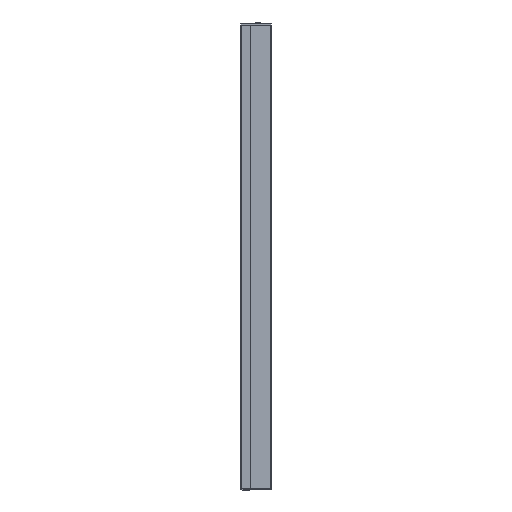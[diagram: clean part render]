
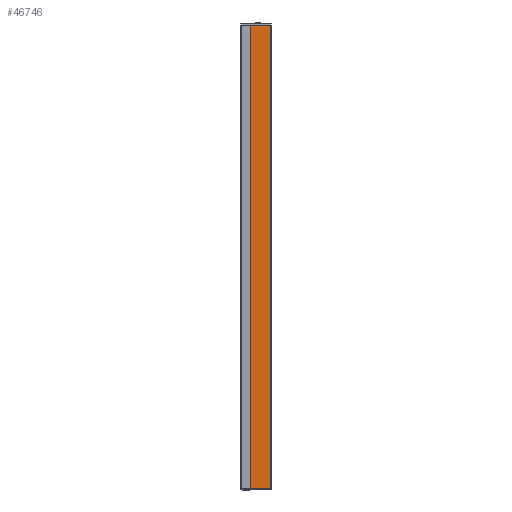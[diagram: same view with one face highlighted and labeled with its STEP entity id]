
A CAD part, left-side view. The second image highlights one B-rep face of the part: STEP entity #46746.
In plain terms, the highlighted face is planar.
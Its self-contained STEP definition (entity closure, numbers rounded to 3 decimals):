
#3243 = VERTEX_POINT ( 'NONE', #17466 ) ;
#9522 = CARTESIAN_POINT ( 'NONE',  ( 6.75, 0.3, 354.5 ) ) ;
#10253 = ORIENTED_EDGE ( 'NONE', *, *, #49627, .T. ) ;
#11126 = VERTEX_POINT ( 'NONE', #12376 ) ;
#12376 = CARTESIAN_POINT ( 'NONE',  ( 6.75, 30.925, 354.5 ) ) ;
#14131 = DIRECTION ( 'NONE',  ( 0., 0., -1. ) ) ;
#14508 = CARTESIAN_POINT ( 'NONE',  ( 6.75, 0., 354.5 ) ) ;
#16204 = VECTOR ( 'NONE', #22060, 1000. ) ;
#16939 = CARTESIAN_POINT ( 'NONE',  ( 6.75, 0.3, 354.5 ) ) ;
#17466 = CARTESIAN_POINT ( 'NONE',  ( 6.75, 30.925, -354.5 ) ) ;
#21260 = CARTESIAN_POINT ( 'NONE',  ( 6.75, 30.925, 354.5 ) ) ;
#21766 = LINE ( 'NONE', #43586, #16204 ) ;
#22060 = DIRECTION ( 'NONE',  ( 0., 1., 0. ) ) ;
#22514 = ORIENTED_EDGE ( 'NONE', *, *, #34216, .T. ) ;
#23174 = EDGE_CURVE ( 'NONE', #40784, #11126, #21766, .T. ) ;
#23560 = AXIS2_PLACEMENT_3D ( 'NONE', #14508, #45229, #50084 ) ;
#24337 = CARTESIAN_POINT ( 'NONE',  ( 6.75, 0., -354.5 ) ) ;
#25292 = LINE ( 'NONE', #21260, #28316 ) ;
#27815 = DIRECTION ( 'NONE',  ( 0., 1., 0. ) ) ;
#27998 = VERTEX_POINT ( 'NONE', #39969 ) ;
#28316 = VECTOR ( 'NONE', #38772, 1000. ) ;
#30011 = VECTOR ( 'NONE', #14131, 1000. ) ;
#32563 = PLANE ( 'NONE',  #23560 ) ;
#33191 = EDGE_LOOP ( 'NONE', ( #47980, #22514, #38696, #10253 ) ) ;
#34216 = EDGE_CURVE ( 'NONE', #40784, #27998, #35964, .T. ) ;
#35964 = LINE ( 'NONE', #9522, #30011 ) ;
#38696 = ORIENTED_EDGE ( 'NONE', *, *, #42151, .T. ) ;
#38772 = DIRECTION ( 'NONE',  ( 0., 0., 1. ) ) ;
#39969 = CARTESIAN_POINT ( 'NONE',  ( 6.75, 0.3, -354.5 ) ) ;
#40630 = FACE_OUTER_BOUND ( 'NONE', #33191, .T. ) ;
#40784 = VERTEX_POINT ( 'NONE', #16939 ) ;
#41837 = LINE ( 'NONE', #24337, #46409 ) ;
#42151 = EDGE_CURVE ( 'NONE', #27998, #3243, #41837, .T. ) ;
#43586 = CARTESIAN_POINT ( 'NONE',  ( 6.75, 0., 354.5 ) ) ;
#45229 = DIRECTION ( 'NONE',  ( -1., 0., 0. ) ) ;
#46409 = VECTOR ( 'NONE', #27815, 1000. ) ;
#46746 = ADVANCED_FACE ( 'NONE', ( #40630 ), #32563, .F. ) ;
#47980 = ORIENTED_EDGE ( 'NONE', *, *, #23174, .F. ) ;
#49627 = EDGE_CURVE ( 'NONE', #3243, #11126, #25292, .T. ) ;
#50084 = DIRECTION ( 'NONE',  ( 0., -1., 0. ) ) ;
